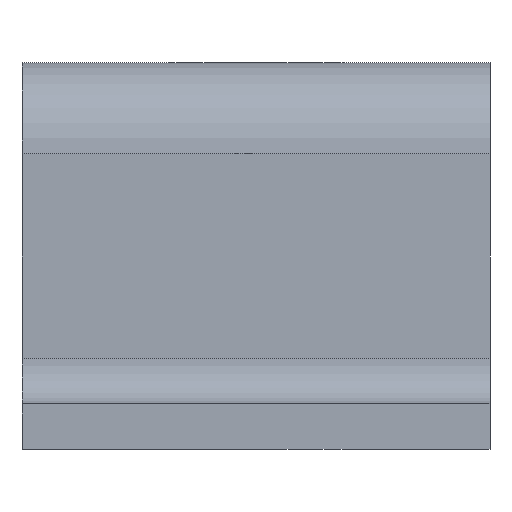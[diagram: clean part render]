
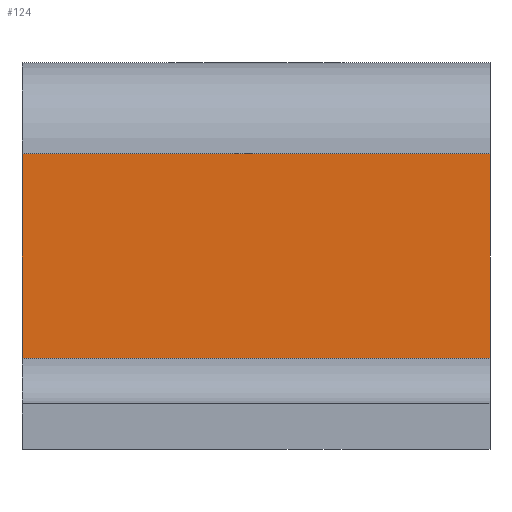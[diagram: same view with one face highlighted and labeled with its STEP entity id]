
A CAD part, front view. The second image highlights one B-rep face of the part: STEP entity #124.
In plain terms, the highlighted planar face has unit normal (0, -1, 0).
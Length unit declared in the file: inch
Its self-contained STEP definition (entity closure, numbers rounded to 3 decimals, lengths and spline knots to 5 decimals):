
#112=FACE_OUTER_BOUND('',#176,.T.);
#124=ADVANCED_FACE('',(#112),#140,.T.);
#140=PLANE('',#411);
#176=EDGE_LOOP('',(#229,#230,#231,#232));
#229=ORIENTED_EDGE('',*,*,#316,.T.);
#230=ORIENTED_EDGE('',*,*,#329,.T.);
#231=ORIENTED_EDGE('',*,*,#312,.T.);
#232=ORIENTED_EDGE('',*,*,#330,.F.);
#284=VERTEX_POINT('',#538);
#285=VERTEX_POINT('',#540);
#286=VERTEX_POINT('',#545);
#287=VERTEX_POINT('',#547);
#312=EDGE_CURVE('',#285,#284,#348,.T.);
#316=EDGE_CURVE('',#287,#286,#350,.T.);
#329=EDGE_CURVE('',#286,#285,#359,.T.);
#330=EDGE_CURVE('',#287,#284,#360,.T.);
#348=LINE('',#539,#376);
#350=LINE('',#546,#378);
#359=LINE('',#572,#387);
#360=LINE('',#573,#388);
#376=VECTOR('',#445,1.);
#378=VECTOR('',#453,1.);
#387=VECTOR('',#476,1.);
#388=VECTOR('',#477,1.);
#411=AXIS2_PLACEMENT_3D('',#574,#478,#479);
#445=DIRECTION('',(0.,0.,-1.));
#453=DIRECTION('',(0.,0.,1.));
#476=DIRECTION('',(-1.,0.,0.));
#477=DIRECTION('',(-1.,0.,0.));
#478=DIRECTION('',(0.,-1.,0.));
#479=DIRECTION('',(1.,0.,0.));
#538=CARTESIAN_POINT('',(-0.375,-0.4845,-0.401));
#539=CARTESIAN_POINT('',(-0.375,-0.4845,0.00325));
#540=CARTESIAN_POINT('',(-0.375,-0.4845,-0.073));
#545=CARTESIAN_POINT('',(0.375,-0.4845,-0.073));
#546=CARTESIAN_POINT('',(0.375,-0.4845,-0.401));
#547=CARTESIAN_POINT('',(0.375,-0.4845,-0.401));
#572=CARTESIAN_POINT('',(0.375,-0.4845,-0.073));
#573=CARTESIAN_POINT('',(-0.375,-0.4845,-0.401));
#574=CARTESIAN_POINT('',(0.,-0.4845,0.));
